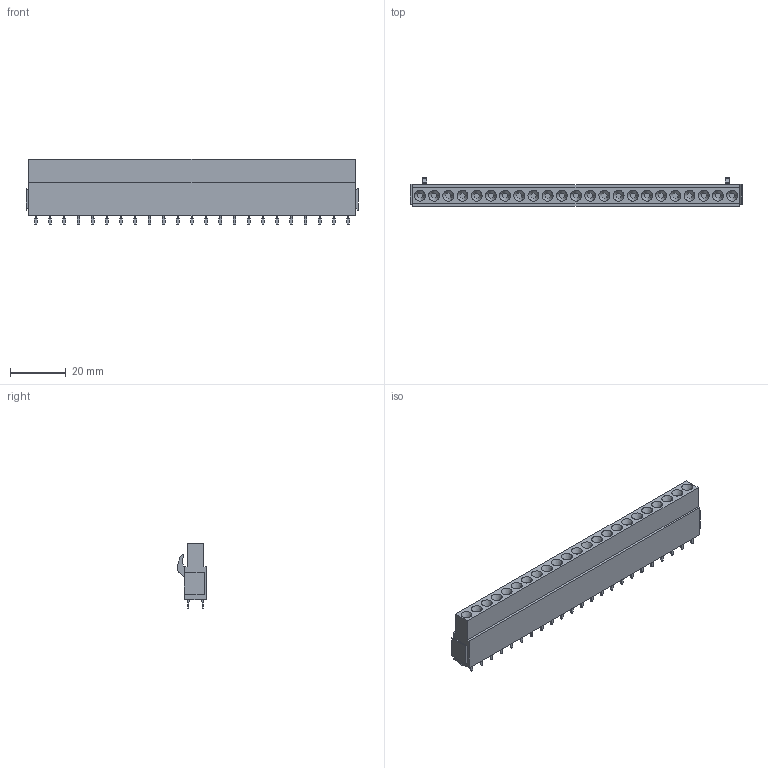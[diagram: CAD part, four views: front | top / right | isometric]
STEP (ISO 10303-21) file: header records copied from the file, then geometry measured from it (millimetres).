
FILE_DESCRIPTION(('CATIA V5 STEP Exchange','CAx-IF Rec.Pracs.--- Model Styling and Organization---1.2---2011-12-15'),'2;1');
FILE_NAME ('D1454398_0', '2018-09-01T02:58:52+00:00', ('none'), ('Weidmueller'), 'CATIA Version 5-6 Release 2014', 'CATIA V5 STEP AP214', 'none');
FILE_SCHEMA(('AUTOMOTIVE_DESIGN { 1 0 10303 214 1 1 1 1 }'));
Length unit declared in the file: millimetre
Products named in the file (1): 1682940000
Bounding box: 118.84 x 10.28 x 23.45 mm (x, y, z)
Volume: 16503 mm3; surface area: 7795.6 mm2
Topology: 47 solids, 47 shells, 1147 faces, 2712 edges, 1730 vertices
Faces by surface type: plane 949, cylinder 152, cone 46
Entity records: 29992 total; most frequent: ORIENTED_EDGE 5424, CARTESIAN_POINT 5201, DIRECTION 4228, EDGE_CURVE 2712, VECTOR 2316, LINE 2316, VERTEX_POINT 1730, EDGE_LOOP 1218
